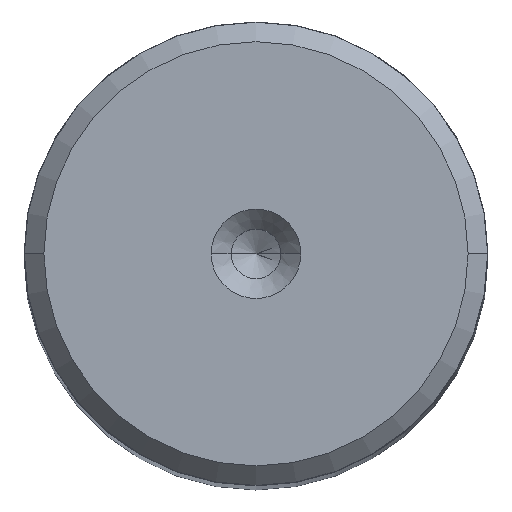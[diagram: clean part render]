
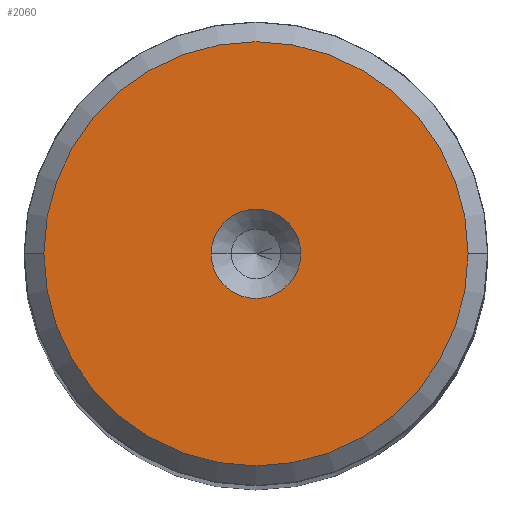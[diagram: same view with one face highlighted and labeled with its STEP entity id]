
A CAD part, top view. The second image highlights one B-rep face of the part: STEP entity #2060.
In plain terms, the highlighted planar face has unit normal (0, 0, 1).
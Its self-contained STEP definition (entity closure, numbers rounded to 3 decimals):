
#228 = ORIENTED_EDGE ( 'NONE', *, *, #447, .T. ) ;
#230 = ORIENTED_EDGE ( 'NONE', *, *, #2072, .F. ) ;
#447 = EDGE_CURVE ( 'NONE', #2641, #1559, #2473, .T. ) ;
#454 = FACE_BOUND ( 'NONE', #947, .T. ) ;
#483 = CIRCLE ( 'NONE', #1956, 2.7 ) ;
#487 = DIRECTION ( 'NONE',  ( 0., 0., 1. ) ) ;
#576 = CARTESIAN_POINT ( 'NONE',  ( -2.7, 0., 150. ) ) ;
#709 = DIRECTION ( 'NONE',  ( 1., 0., 0. ) ) ;
#747 = DIRECTION ( 'NONE',  ( 0., 0., 1. ) ) ;
#787 = EDGE_CURVE ( 'NONE', #2646, #1202, #1974, .T. ) ;
#804 = CARTESIAN_POINT ( 'NONE',  ( 0., 0., 150. ) ) ;
#912 = CARTESIAN_POINT ( 'NONE',  ( 0., 0., 150. ) ) ;
#928 = CARTESIAN_POINT ( 'NONE',  ( 0., 0., 150. ) ) ;
#947 = EDGE_LOOP ( 'NONE', ( #230, #1859 ) ) ;
#963 = DIRECTION ( 'NONE',  ( 1., 0., 0. ) ) ;
#1122 = DIRECTION ( 'NONE',  ( 1., 0., 0. ) ) ;
#1170 = CARTESIAN_POINT ( 'NONE',  ( 2.7, 0., 150. ) ) ;
#1202 = VERTEX_POINT ( 'NONE', #1170 ) ;
#1210 = DIRECTION ( 'NONE',  ( 0., 0., 1. ) ) ;
#1238 = EDGE_CURVE ( 'NONE', #1559, #2641, #2383, .T. ) ;
#1365 = ORIENTED_EDGE ( 'NONE', *, *, #1238, .T. ) ;
#1559 = VERTEX_POINT ( 'NONE', #2545 ) ;
#1618 = DIRECTION ( 'NONE',  ( 1., 0., 0. ) ) ;
#1699 = AXIS2_PLACEMENT_3D ( 'NONE', #928, #487, #1951 ) ;
#1719 = PLANE ( 'NONE',  #1826 ) ;
#1802 = CARTESIAN_POINT ( 'NONE',  ( 12.811, 0., 150. ) ) ;
#1826 = AXIS2_PLACEMENT_3D ( 'NONE', #912, #2117, #1122 ) ;
#1859 = ORIENTED_EDGE ( 'NONE', *, *, #787, .F. ) ;
#1931 = EDGE_LOOP ( 'NONE', ( #1365, #228 ) ) ;
#1950 = CARTESIAN_POINT ( 'NONE',  ( 0., 0., 150. ) ) ;
#1951 = DIRECTION ( 'NONE',  ( 1., 0., 0. ) ) ;
#1956 = AXIS2_PLACEMENT_3D ( 'NONE', #1950, #2369, #709 ) ;
#1974 = CIRCLE ( 'NONE', #2192, 2.7 ) ;
#1988 = CARTESIAN_POINT ( 'NONE',  ( 0., 0., 150. ) ) ;
#2002 = AXIS2_PLACEMENT_3D ( 'NONE', #804, #1210, #1618 ) ;
#2049 = FACE_OUTER_BOUND ( 'NONE', #1931, .T. ) ;
#2060 = ADVANCED_FACE ( 'NONE', ( #454, #2049 ), #1719, .T. ) ;
#2072 = EDGE_CURVE ( 'NONE', #1202, #2646, #483, .T. ) ;
#2117 = DIRECTION ( 'NONE',  ( 0., 0., 1. ) ) ;
#2192 = AXIS2_PLACEMENT_3D ( 'NONE', #1988, #747, #963 ) ;
#2369 = DIRECTION ( 'NONE',  ( 0., 0., 1. ) ) ;
#2383 = CIRCLE ( 'NONE', #2002, 12.811 ) ;
#2473 = CIRCLE ( 'NONE', #1699, 12.811 ) ;
#2545 = CARTESIAN_POINT ( 'NONE',  ( -12.811, 0., 150. ) ) ;
#2641 = VERTEX_POINT ( 'NONE', #1802 ) ;
#2646 = VERTEX_POINT ( 'NONE', #576 ) ;
